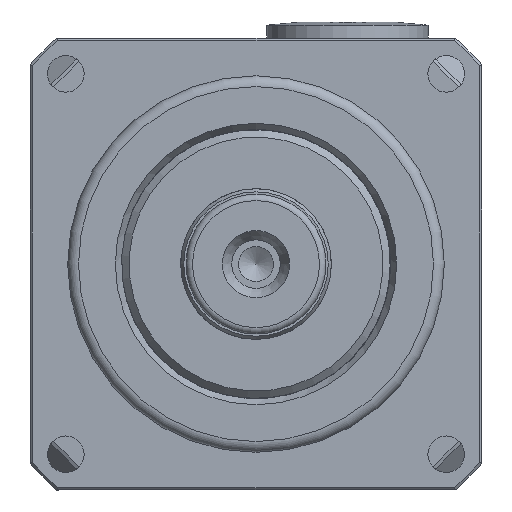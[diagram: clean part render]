
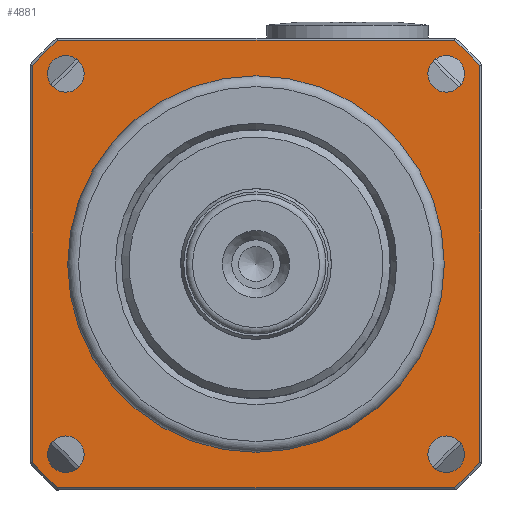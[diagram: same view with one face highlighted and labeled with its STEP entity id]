
A CAD part, left-side view. The second image highlights one B-rep face of the part: STEP entity #4881.
In plain terms, the highlighted planar face has unit normal (-1, 0, 0).
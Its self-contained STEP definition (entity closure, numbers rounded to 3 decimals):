
#242=LINE('',#8103,#476);
#244=LINE('',#8126,#478);
#246=LINE('',#8144,#480);
#249=LINE('',#8164,#483);
#476=VECTOR('',#6509,36.889);
#478=VECTOR('',#6519,36.889);
#480=VECTOR('',#6529,36.889);
#483=VECTOR('',#6540,36.889);
#787=PLANE('',#5421);
#938=FACE_BOUND('',#1605,.T.);
#939=FACE_BOUND('',#1606,.T.);
#940=FACE_BOUND('',#1607,.T.);
#941=FACE_BOUND('',#1608,.T.);
#942=FACE_BOUND('',#1609,.T.);
#1187=FACE_OUTER_BOUND('',#1604,.T.);
#1604=EDGE_LOOP('',(#3838,#3839,#3840,#3841,#3842,#3843,#3844,#3845));
#1605=EDGE_LOOP('',(#3846));
#1606=EDGE_LOOP('',(#3847));
#1607=EDGE_LOOP('',(#3848));
#1608=EDGE_LOOP('',(#3849));
#1609=EDGE_LOOP('',(#3850));
#1940=CIRCLE('',#5352,17.5);
#1965=CIRCLE('',#5403,27.8);
#1967=CIRCLE('',#5407,27.8);
#1970=CIRCLE('',#5412,27.8);
#1972=CIRCLE('',#5416,27.8);
#1973=CIRCLE('',#5422,1.7);
#1974=CIRCLE('',#5423,1.7);
#1975=CIRCLE('',#5424,1.7);
#1976=CIRCLE('',#5425,1.7);
#2280=VERTEX_POINT('',#7958);
#2325=VERTEX_POINT('',#8101);
#2326=VERTEX_POINT('',#8102);
#2329=VERTEX_POINT('',#8116);
#2331=VERTEX_POINT('',#8125);
#2333=VERTEX_POINT('',#8134);
#2335=VERTEX_POINT('',#8143);
#2338=VERTEX_POINT('',#8154);
#2340=VERTEX_POINT('',#8163);
#2341=VERTEX_POINT('',#8186);
#2342=VERTEX_POINT('',#8188);
#2343=VERTEX_POINT('',#8190);
#2344=VERTEX_POINT('',#8192);
#2799=EDGE_CURVE('',#2280,#2280,#1940,.T.);
#2856=EDGE_CURVE('',#2325,#2326,#242,.T.);
#2860=EDGE_CURVE('',#2326,#2329,#1965,.T.);
#2863=EDGE_CURVE('',#2329,#2331,#244,.T.);
#2866=EDGE_CURVE('',#2331,#2333,#1967,.T.);
#2869=EDGE_CURVE('',#2333,#2335,#246,.T.);
#2873=EDGE_CURVE('',#2335,#2338,#1970,.T.);
#2876=EDGE_CURVE('',#2338,#2340,#249,.T.);
#2879=EDGE_CURVE('',#2340,#2325,#1972,.T.);
#2889=EDGE_CURVE('',#2341,#2341,#1973,.T.);
#2890=EDGE_CURVE('',#2342,#2342,#1974,.T.);
#2891=EDGE_CURVE('',#2343,#2343,#1975,.T.);
#2892=EDGE_CURVE('',#2344,#2344,#1976,.T.);
#3838=ORIENTED_EDGE('',*,*,#2856,.F.);
#3839=ORIENTED_EDGE('',*,*,#2879,.F.);
#3840=ORIENTED_EDGE('',*,*,#2876,.F.);
#3841=ORIENTED_EDGE('',*,*,#2873,.F.);
#3842=ORIENTED_EDGE('',*,*,#2869,.F.);
#3843=ORIENTED_EDGE('',*,*,#2866,.F.);
#3844=ORIENTED_EDGE('',*,*,#2863,.F.);
#3845=ORIENTED_EDGE('',*,*,#2860,.F.);
#3846=ORIENTED_EDGE('',*,*,#2799,.T.);
#3847=ORIENTED_EDGE('',*,*,#2889,.T.);
#3848=ORIENTED_EDGE('',*,*,#2890,.T.);
#3849=ORIENTED_EDGE('',*,*,#2891,.T.);
#3850=ORIENTED_EDGE('',*,*,#2892,.T.);
#4881=ADVANCED_FACE('',(#1187,#938,#939,#940,#941,#942),#787,.T.);
#5352=AXIS2_PLACEMENT_3D('',#7959,#6393,#6394);
#5403=AXIS2_PLACEMENT_3D('',#8117,#6513,#6514);
#5407=AXIS2_PLACEMENT_3D('',#8135,#6523,#6524);
#5412=AXIS2_PLACEMENT_3D('',#8155,#6535,#6536);
#5416=AXIS2_PLACEMENT_3D('',#8171,#6545,#6546);
#5421=AXIS2_PLACEMENT_3D('',#8185,#6564,#6565);
#5422=AXIS2_PLACEMENT_3D('',#8187,#6566,#6567);
#5423=AXIS2_PLACEMENT_3D('',#8189,#6568,#6569);
#5424=AXIS2_PLACEMENT_3D('',#8191,#6570,#6571);
#5425=AXIS2_PLACEMENT_3D('',#8193,#6572,#6573);
#6393=DIRECTION('center_axis',(1.,0.,0.));
#6394=DIRECTION('ref_axis',(0.,0.,
-1.));
#6509=DIRECTION('',(0.,0.,-1.));
#6513=DIRECTION('center_axis',(1.,0.,0.));
#6514=DIRECTION('ref_axis',(0.,0.,
-1.));
#6519=DIRECTION('',(0.,1.,0.));
#6523=DIRECTION('center_axis',(1.,0.,0.));
#6524=DIRECTION('ref_axis',(0.,0.,
-1.));
#6529=DIRECTION('',(0.,0.,1.));
#6535=DIRECTION('center_axis',(1.,0.,0.));
#6536=DIRECTION('ref_axis',(0.,0.,1.));
#6540=DIRECTION('',(0.,-1.,0.));
#6545=DIRECTION('center_axis',(1.,0.,0.));
#6546=DIRECTION('ref_axis',(0.,0.,1.));
#6564=DIRECTION('center_axis',(-1.,0.,0.));
#6565=DIRECTION('ref_axis',(0.,0.,1.));
#6566=DIRECTION('center_axis',(1.,0.,0.));
#6567=DIRECTION('ref_axis',(0.,0.,
-1.));
#6568=DIRECTION('center_axis',(1.,0.,0.));
#6569=DIRECTION('ref_axis',(0.,1.,0.));
#6570=DIRECTION('center_axis',(1.,0.,0.));
#6571=DIRECTION('ref_axis',(0.,0.,1.));
#6572=DIRECTION('center_axis',(1.,0.,0.));
#6573=DIRECTION('ref_axis',(0.,-1.,0.));
#7958=CARTESIAN_POINT('',(-38.784,-38.867,-9.848));
#7959=CARTESIAN_POINT('Origin',(-38.784,-38.867,-27.348));
#8101=CARTESIAN_POINT('',(-38.784,-59.667,-8.903));
#8102=CARTESIAN_POINT('',(-38.784,-59.667,-45.792));
#8103=CARTESIAN_POINT('',(-38.784,-59.667,-37.848));
#8116=CARTESIAN_POINT('',(-38.784,-57.312,-48.148));
#8117=CARTESIAN_POINT('Origin',(-38.784,-38.867,-27.348));
#8125=CARTESIAN_POINT('',(-38.784,-20.423,-48.148));
#8126=CARTESIAN_POINT('',(-38.784,-28.367,-48.148));
#8134=CARTESIAN_POINT('',(-38.784,-18.067,-45.792));
#8135=CARTESIAN_POINT('Origin',(-38.784,-38.867,-27.348));
#8143=CARTESIAN_POINT('',(-38.784,-18.067,-8.903));
#8144=CARTESIAN_POINT('',(-38.784,-18.067,-16.848));
#8154=CARTESIAN_POINT('',(-38.784,-20.423,-6.548));
#8155=CARTESIAN_POINT('Origin',(-38.784,-38.867,-27.348));
#8163=CARTESIAN_POINT('',(-38.784,-57.312,-6.548));
#8164=CARTESIAN_POINT('',(-38.784,-49.367,-6.548));
#8171=CARTESIAN_POINT('Origin',(-38.784,-38.867,-27.348));
#8185=CARTESIAN_POINT('Origin',(-38.784,-38.867,-27.348));
#8186=CARTESIAN_POINT('',(-38.784,-56.545,-7.97));
#8187=CARTESIAN_POINT('Origin',(-38.784,-56.545,-9.67));
#8188=CARTESIAN_POINT('',(-38.784,-58.245,-45.025));
#8189=CARTESIAN_POINT('Origin',(-38.784,-56.545,-45.025));
#8190=CARTESIAN_POINT('',(-38.784,-21.19,-46.725));
#8191=CARTESIAN_POINT('Origin',(-38.784,-21.19,-45.025));
#8192=CARTESIAN_POINT('',(-38.784,-19.49,-9.67));
#8193=CARTESIAN_POINT('Origin',(-38.784,-21.19,-9.67));
